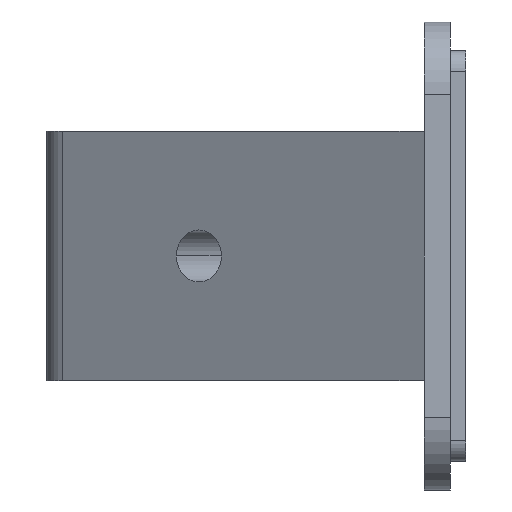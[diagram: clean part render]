
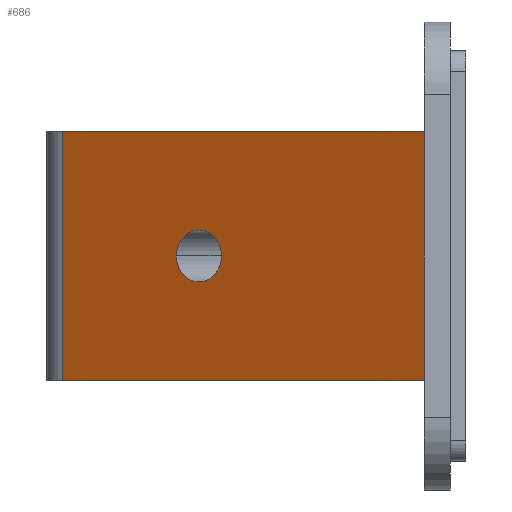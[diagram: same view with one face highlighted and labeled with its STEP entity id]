
A CAD part, left-side view. The second image highlights one B-rep face of the part: STEP entity #686.
In plain terms, the highlighted planar face has unit normal (-0.866, 0.5, 0).
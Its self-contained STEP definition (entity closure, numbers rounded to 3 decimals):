
#15 = EDGE_CURVE ( 'NONE', #121, #1360, #335, .T. ) ;
#28 = DIRECTION ( 'NONE',  ( 0.866, -0.5, 0. ) ) ;
#121 = VERTEX_POINT ( 'NONE', #1448 ) ;
#151 = EDGE_CURVE ( 'NONE', #326, #1025, #1081, .T. ) ;
#170 = DIRECTION ( 'NONE',  ( 0., 0., -1. ) ) ;
#218 = DIRECTION ( 'NONE',  ( 0., 0., -1. ) ) ;
#221 = CARTESIAN_POINT ( 'NONE',  ( -22.284, 5., -12. ) ) ;
#277 = ORIENTED_EDGE ( 'NONE', *, *, #370, .F. ) ;
#294 = DIRECTION ( 'NONE',  ( 0.5, 0.866, 0. ) ) ;
#310 = DIRECTION ( 'NONE',  ( 0.866, -0.5, 0. ) ) ;
#326 = VERTEX_POINT ( 'NONE', #548 ) ;
#335 = LINE ( 'NONE', #1021, #1810 ) ;
#343 = ORIENTED_EDGE ( 'NONE', *, *, #1231, .T. ) ;
#370 = EDGE_CURVE ( 'NONE', #121, #326, #1373, .T. ) ;
#403 = CARTESIAN_POINT ( 'NONE',  ( -8.534, 28.816, 0. ) ) ;
#421 = CIRCLE ( 'NONE', #517, 2.5 ) ;
#467 = AXIS2_PLACEMENT_3D ( 'NONE', #1268, #855, #294 ) ;
#505 = CARTESIAN_POINT ( 'NONE',  ( -22.284, 5., 12. ) ) ;
#517 = AXIS2_PLACEMENT_3D ( 'NONE', #1591, #310, #1450 ) ;
#548 = CARTESIAN_POINT ( 'NONE',  ( -22.284, 5., 12. ) ) ;
#572 = CARTESIAN_POINT ( 'NONE',  ( -2.213, 39.765, -12. ) ) ;
#591 = CARTESIAN_POINT ( 'NONE',  ( -22.284, 5., 12. ) ) ;
#620 = CARTESIAN_POINT ( 'NONE',  ( -22.284, 5., -12. ) ) ;
#632 = DIRECTION ( 'NONE',  ( -0.5, -0.866, 0. ) ) ;
#659 = ORIENTED_EDGE ( 'NONE', *, *, #716, .T. ) ;
#674 = VECTOR ( 'NONE', #632, 1000. ) ;
#686 = ADVANCED_FACE ( 'NONE', ( #885, #1310 ), #873, .F. ) ;
#716 = EDGE_CURVE ( 'NONE', #1793, #1499, #421, .T. ) ;
#741 = CIRCLE ( 'NONE', #467, 2.5 ) ;
#855 = DIRECTION ( 'NONE',  ( 0.866, -0.5, 0. ) ) ;
#864 = DIRECTION ( 'NONE',  ( 0.5, 0.866, 0. ) ) ;
#873 = PLANE ( 'NONE',  #1234 ) ;
#885 = FACE_BOUND ( 'NONE', #1453, .T. ) ;
#976 = EDGE_CURVE ( 'NONE', #1499, #1793, #741, .T. ) ;
#1021 = CARTESIAN_POINT ( 'NONE',  ( -2.213, 39.765, 12. ) ) ;
#1025 = VERTEX_POINT ( 'NONE', #620 ) ;
#1053 = EDGE_LOOP ( 'NONE', ( #277, #1608, #343, #1416 ) ) ;
#1081 = LINE ( 'NONE', #505, #1577 ) ;
#1192 = CARTESIAN_POINT ( 'NONE',  ( -22.284, 5., 12. ) ) ;
#1231 = EDGE_CURVE ( 'NONE', #1360, #1025, #1501, .T. ) ;
#1234 = AXIS2_PLACEMENT_3D ( 'NONE', #591, #28, #864 ) ;
#1268 = CARTESIAN_POINT ( 'NONE',  ( -9.784, 26.651, 0. ) ) ;
#1310 = FACE_OUTER_BOUND ( 'NONE', #1053, .T. ) ;
#1360 = VERTEX_POINT ( 'NONE', #572 ) ;
#1362 = DIRECTION ( 'NONE',  ( -0.5, -0.866, 0. ) ) ;
#1373 = LINE ( 'NONE', #1192, #674 ) ;
#1416 = ORIENTED_EDGE ( 'NONE', *, *, #151, .F. ) ;
#1448 = CARTESIAN_POINT ( 'NONE',  ( -2.213, 39.765, 12. ) ) ;
#1450 = DIRECTION ( 'NONE',  ( 0.5, 0.866, 0. ) ) ;
#1453 = EDGE_LOOP ( 'NONE', ( #659, #1587 ) ) ;
#1499 = VERTEX_POINT ( 'NONE', #403 ) ;
#1501 = LINE ( 'NONE', #221, #1553 ) ;
#1553 = VECTOR ( 'NONE', #1362, 1000. ) ;
#1577 = VECTOR ( 'NONE', #218, 1000. ) ;
#1587 = ORIENTED_EDGE ( 'NONE', *, *, #976, .T. ) ;
#1591 = CARTESIAN_POINT ( 'NONE',  ( -9.784, 26.651, 0. ) ) ;
#1608 = ORIENTED_EDGE ( 'NONE', *, *, #15, .T. ) ;
#1763 = CARTESIAN_POINT ( 'NONE',  ( -11.034, 24.486, 0. ) ) ;
#1793 = VERTEX_POINT ( 'NONE', #1763 ) ;
#1810 = VECTOR ( 'NONE', #170, 1000. ) ;
